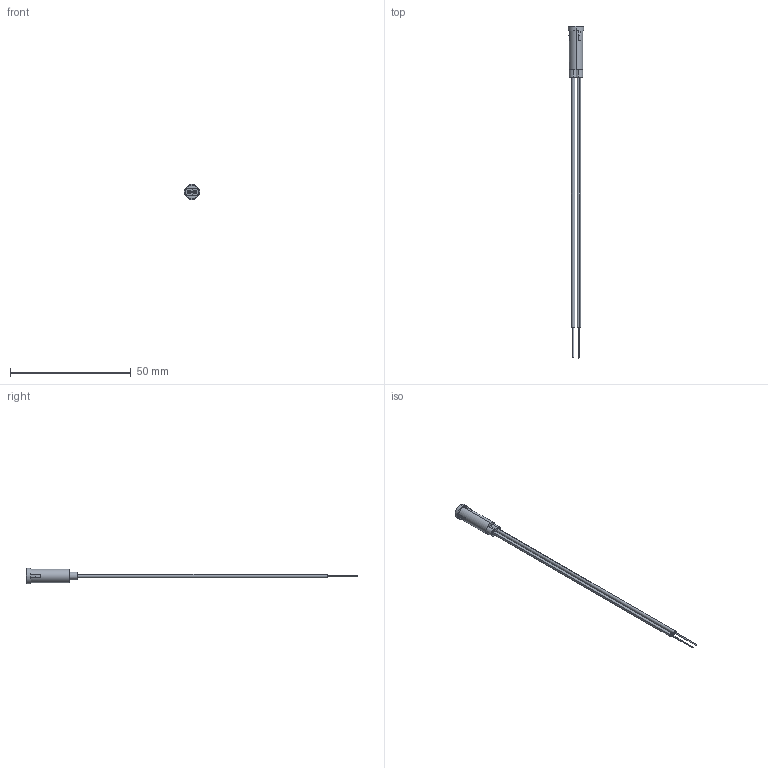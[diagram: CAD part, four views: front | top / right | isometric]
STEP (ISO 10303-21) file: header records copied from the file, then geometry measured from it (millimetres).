
FILE_DESCRIPTION (( 'STEP AP203' ), '1' );
FILE_NAME ('3990Ax, B7769 - GLO-DOT SERIES SOLID STATE LIGHTS.STEP', '2017-07-24T18:20:34', ( '' ), ( '' ), 'SwSTEP 2.0', 'SolidWorks 2016', '' );
FILE_SCHEMA (( 'CONFIG_CONTROL_DESIGN' ));
Length unit declared in the file: inch
Products named in the file (4): D24126-07; 3990Ax, B7769 - GLO-DOT SERIES SOLID STATE LIGHTS; E24125; WP2099_04'''' 
Assembly tree (4 placements, depth 2):
  3990Ax, B7769 - GLO-DOT SERIES SOLID STATE LIGHTS
    D24126-07
    E24125
    WP2099_04''''   x2
Bounding box: 6.35 x 137.73 x 6.35 mm (x, y, z)
Volume: 592.9 mm3; surface area: 1861.2 mm2
Topology: 5 solids, 5 shells, 99 faces, 216 edges, 140 vertices
Faces by surface type: plane 45, cylinder 40, cone 14
Entity records: 2952 total; most frequent: DIRECTION 486, CARTESIAN_POINT 422, ORIENTED_EDGE 396, EDGE_CURVE 198, AXIS2_PLACEMENT_3D 192, VERTEX_POINT 128, EDGE_LOOP 104, VECTOR 102
